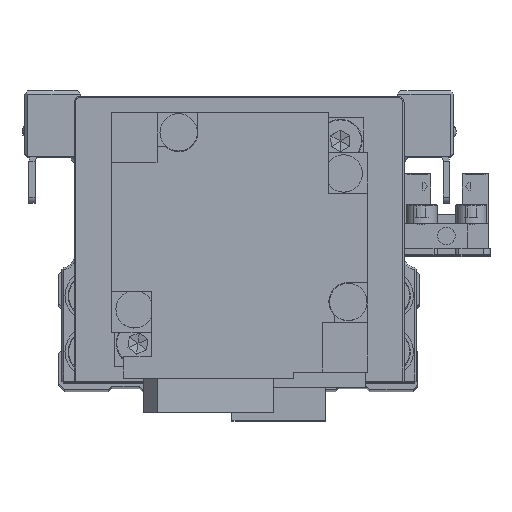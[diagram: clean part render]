
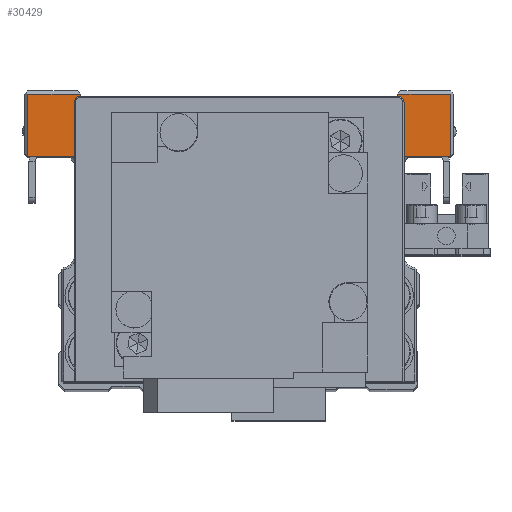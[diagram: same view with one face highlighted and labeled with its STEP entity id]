
A CAD part, top view. The second image highlights one B-rep face of the part: STEP entity #30429.
In plain terms, the highlighted face is planar.
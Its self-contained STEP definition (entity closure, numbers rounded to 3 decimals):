
#217 = VECTOR ( 'NONE', #23907, 1000. ) ;
#975 = LINE ( 'NONE', #11258, #2402 ) ;
#1089 = VERTEX_POINT ( 'NONE', #3905 ) ;
#1129 = EDGE_CURVE ( 'NONE', #17103, #16042, #11819, .T. ) ;
#1947 = VERTEX_POINT ( 'NONE', #16869 ) ;
#1951 = LINE ( 'NONE', #12234, #29260 ) ;
#2080 = DIRECTION ( 'NONE',  ( 0., 0., -1. ) ) ;
#2153 = EDGE_CURVE ( 'NONE', #13346, #4780, #26254, .T. ) ;
#2345 = CARTESIAN_POINT ( 'NONE',  ( 45., 5., -34. ) ) ;
#2402 = VECTOR ( 'NONE', #21536, 1000. ) ;
#3147 = CARTESIAN_POINT ( 'NONE',  ( 45., 10.5, -25.5 ) ) ;
#3323 = LINE ( 'NONE', #13607, #217 ) ;
#3797 = DIRECTION ( 'NONE',  ( 0., 0., 1. ) ) ;
#3905 = CARTESIAN_POINT ( 'NONE',  ( 45., 5., 34. ) ) ;
#4239 = CARTESIAN_POINT ( 'NONE',  ( 45., -6., 16.2 ) ) ;
#4261 = DIRECTION ( 'NONE',  ( 0., 0.707, -0.707 ) ) ;
#4485 = ORIENTED_EDGE ( 'NONE', *, *, #14553, .T. ) ;
#4722 = ORIENTED_EDGE ( 'NONE', *, *, #2153, .F. ) ;
#4780 = VERTEX_POINT ( 'NONE', #30858 ) ;
#4836 = VERTEX_POINT ( 'NONE', #18372 ) ;
#5383 = EDGE_CURVE ( 'NONE', #4836, #17475, #3323, .T. ) ;
#5607 = VECTOR ( 'NONE', #20452, 1000. ) ;
#5863 = LINE ( 'NONE', #16146, #19482 ) ;
#6333 = PLANE ( 'NONE',  #15935 ) ;
#6533 = VECTOR ( 'NONE', #19304, 1000. ) ;
#6546 = VERTEX_POINT ( 'NONE', #7280 ) ;
#7121 = VERTEX_POINT ( 'NONE', #31274 ) ;
#7280 = CARTESIAN_POINT ( 'NONE',  ( 45., 5., 16.5 ) ) ;
#7779 = CARTESIAN_POINT ( 'NONE',  ( 45., -6., 16.2 ) ) ;
#8130 = VECTOR ( 'NONE', #32373, 1000. ) ;
#8192 = ORIENTED_EDGE ( 'NONE', *, *, #9112, .T. ) ;
#9016 = CARTESIAN_POINT ( 'NONE',  ( 45., 5., 16.5 ) ) ;
#9112 = EDGE_CURVE ( 'NONE', #17103, #17475, #17068, .T. ) ;
#9518 = LINE ( 'NONE', #19812, #25711 ) ;
#9837 = DIRECTION ( 'NONE',  ( 0., 0., 1. ) ) ;
#10165 = CARTESIAN_POINT ( 'NONE',  ( 45., 15., -25.5 ) ) ;
#10612 = ORIENTED_EDGE ( 'NONE', *, *, #22352, .T. ) ;
#10957 = CARTESIAN_POINT ( 'NONE',  ( 45., 10.5, 25.5 ) ) ;
#11258 = CARTESIAN_POINT ( 'NONE',  ( 45., 5., 34. ) ) ;
#11491 = ORIENTED_EDGE ( 'NONE', *, *, #15467, .T. ) ;
#11819 = LINE ( 'NONE', #22105, #8130 ) ;
#12104 = EDGE_CURVE ( 'NONE', #4780, #32849, #9518, .T. ) ;
#12234 = CARTESIAN_POINT ( 'NONE',  ( 45., 5., -34.5 ) ) ;
#12630 = DIRECTION ( 'NONE',  ( 0., 1., 0. ) ) ;
#13346 = VERTEX_POINT ( 'NONE', #10957 ) ;
#13425 = DIRECTION ( 'NONE',  ( 0., 0., -1. ) ) ;
#13607 = CARTESIAN_POINT ( 'NONE',  ( 45., 5., -16.5 ) ) ;
#13850 = VERTEX_POINT ( 'NONE', #29727 ) ;
#14513 = DIRECTION ( 'NONE',  ( 0., -0.707, -0.707 ) ) ;
#14553 = EDGE_CURVE ( 'NONE', #33198, #16042, #27351, .T. ) ;
#14889 = LINE ( 'NONE', #25181, #31886 ) ;
#15467 = EDGE_CURVE ( 'NONE', #1089, #6546, #14889, .T. ) ;
#15935 = AXIS2_PLACEMENT_3D ( 'NONE', #16610, #26902, #3797 ) ;
#16012 = ORIENTED_EDGE ( 'NONE', *, *, #5383, .F. ) ;
#16042 = VERTEX_POINT ( 'NONE', #7779 ) ;
#16146 = CARTESIAN_POINT ( 'NONE',  ( 45., 10.5, 25.5 ) ) ;
#16588 = ORIENTED_EDGE ( 'NONE', *, *, #32428, .T. ) ;
#16610 = CARTESIAN_POINT ( 'NONE',  ( 45., 5., -16.5 ) ) ;
#16869 = CARTESIAN_POINT ( 'NONE',  ( 45., 5., -34. ) ) ;
#17009 = VECTOR ( 'NONE', #12630, 1000. ) ;
#17068 = LINE ( 'NONE', #27371, #23726 ) ;
#17103 = VERTEX_POINT ( 'NONE', #28764 ) ;
#17212 = EDGE_CURVE ( 'NONE', #6546, #33198, #32106, .T. ) ;
#17475 = VERTEX_POINT ( 'NONE', #30917 ) ;
#17743 = CARTESIAN_POINT ( 'NONE',  ( 45., -5.7, 16.5 ) ) ;
#18323 = VECTOR ( 'NONE', #14513, 1000. ) ;
#18372 = CARTESIAN_POINT ( 'NONE',  ( 45., 5., -16.5 ) ) ;
#19304 = DIRECTION ( 'NONE',  ( 0., -1., 0. ) ) ;
#19361 = VERTEX_POINT ( 'NONE', #29527 ) ;
#19482 = VECTOR ( 'NONE', #26436, 1000. ) ;
#19812 = CARTESIAN_POINT ( 'NONE',  ( 45., 10.5, -25.5 ) ) ;
#19833 = VECTOR ( 'NONE', #13425, 1000. ) ;
#20452 = DIRECTION ( 'NONE',  ( 0., 0., 1. ) ) ;
#20953 = ORIENTED_EDGE ( 'NONE', *, *, #22931, .T. ) ;
#21536 = DIRECTION ( 'NONE',  ( 0., -1., 0. ) ) ;
#21832 = EDGE_CURVE ( 'NONE', #4836, #1947, #1951, .T. ) ;
#22105 = CARTESIAN_POINT ( 'NONE',  ( 45., -6., 16.5 ) ) ;
#22352 = EDGE_CURVE ( 'NONE', #19361, #32849, #33265, .T. ) ;
#22518 = DIRECTION ( 'NONE',  ( 0., 0., -1. ) ) ;
#22648 = LINE ( 'NONE', #32923, #25849 ) ;
#22931 = EDGE_CURVE ( 'NONE', #13850, #1089, #975, .T. ) ;
#23726 = VECTOR ( 'NONE', #4261, 1000. ) ;
#23860 = EDGE_CURVE ( 'NONE', #1947, #19361, #25444, .T. ) ;
#23907 = DIRECTION ( 'NONE',  ( 0., -1., 0. ) ) ;
#24180 = ORIENTED_EDGE ( 'NONE', *, *, #27455, .T. ) ;
#25181 = CARTESIAN_POINT ( 'NONE',  ( 45., 5., -34.5 ) ) ;
#25444 = LINE ( 'NONE', #2345, #17009 ) ;
#25711 = VECTOR ( 'NONE', #30080, 1000. ) ;
#25849 = VECTOR ( 'NONE', #9837, 1000. ) ;
#26230 = CARTESIAN_POINT ( 'NONE',  ( 45., 15., -25.5 ) ) ;
#26254 = LINE ( 'NONE', #3147, #19833 ) ;
#26436 = DIRECTION ( 'NONE',  ( 0., 1., 0. ) ) ;
#26750 = ORIENTED_EDGE ( 'NONE', *, *, #1129, .F. ) ;
#26902 = DIRECTION ( 'NONE',  ( -1., 0., 0. ) ) ;
#27351 = LINE ( 'NONE', #4239, #18323 ) ;
#27371 = CARTESIAN_POINT ( 'NONE',  ( 45., -6., -16.2 ) ) ;
#27455 = EDGE_CURVE ( 'NONE', #7121, #13850, #22648, .T. ) ;
#28764 = CARTESIAN_POINT ( 'NONE',  ( 45., -6., -16.2 ) ) ;
#28941 = ORIENTED_EDGE ( 'NONE', *, *, #17212, .T. ) ;
#29260 = VECTOR ( 'NONE', #22518, 1000. ) ;
#29429 = FACE_OUTER_BOUND ( 'NONE', #29855, .T. ) ;
#29527 = CARTESIAN_POINT ( 'NONE',  ( 45., 15., -34. ) ) ;
#29727 = CARTESIAN_POINT ( 'NONE',  ( 45., 15., 34. ) ) ;
#29841 = ORIENTED_EDGE ( 'NONE', *, *, #23860, .T. ) ;
#29855 = EDGE_LOOP ( 'NONE', ( #16588, #24180, #20953, #11491, #28941, #4485, #26750, #8192, #16012, #31958, #29841, #10612, #31615, #4722 ) ) ;
#30080 = DIRECTION ( 'NONE',  ( 0., 1., 0. ) ) ;
#30429 = ADVANCED_FACE ( 'NONE', ( #29429 ), #6333, .F. ) ;
#30858 = CARTESIAN_POINT ( 'NONE',  ( 45., 10.5, -25.5 ) ) ;
#30917 = CARTESIAN_POINT ( 'NONE',  ( 45., -5.7, -16.5 ) ) ;
#31274 = CARTESIAN_POINT ( 'NONE',  ( 45., 15., 25.5 ) ) ;
#31615 = ORIENTED_EDGE ( 'NONE', *, *, #12104, .F. ) ;
#31886 = VECTOR ( 'NONE', #2080, 1000. ) ;
#31958 = ORIENTED_EDGE ( 'NONE', *, *, #21832, .T. ) ;
#32106 = LINE ( 'NONE', #9016, #6533 ) ;
#32373 = DIRECTION ( 'NONE',  ( 0., 0., 1. ) ) ;
#32428 = EDGE_CURVE ( 'NONE', #13346, #7121, #5863, .T. ) ;
#32849 = VERTEX_POINT ( 'NONE', #26230 ) ;
#32923 = CARTESIAN_POINT ( 'NONE',  ( 45., 15., 34. ) ) ;
#33198 = VERTEX_POINT ( 'NONE', #17743 ) ;
#33265 = LINE ( 'NONE', #10165, #5607 ) ;
